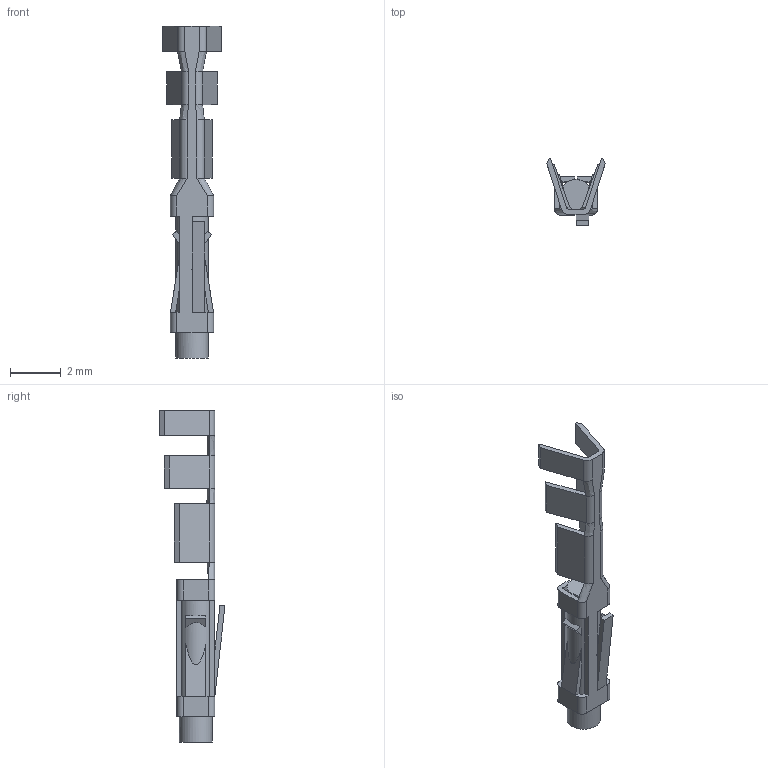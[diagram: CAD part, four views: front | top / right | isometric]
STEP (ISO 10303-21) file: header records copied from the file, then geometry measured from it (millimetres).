
FILE_DESCRIPTION( ('This file contains a STEP AP42 implementation' ,'as created by ZW3D STEP Interface translator.') ,'2;1' );
FILE_NAME( 'WF2548-TPXX0X.stp' ,'23 5 4.172047', (''), ('ZWCAD Software Co.'), 'Version 1.0', 'ZW3D to STEP translator', '' );
FILE_SCHEMA(('AUTOMOTIVE_DESIGN { 1 0 10303 214 1 1 1 1 }'));
Length unit declared in the file: millimetre
Products named in the file (2): 0; WF2548-T
Bounding box: 2.3 x 2.6 x 13.1 mm (x, y, z)
Volume: 15.8 mm3; surface area: 107.2 mm2
Topology: 1 solids, 1 shells, 144 faces, 387 edges, 236 vertices
Faces by surface type: plane 97, cylinder 29, bspline 18
Full cylindrical faces by diameter (mm): 1.3 x1
Entity records: 5037 total; most frequent: CARTESIAN_POINT 1222, ORIENTED_EDGE 780, DIRECTION 724, EDGE_CURVE 387, VECTOR 304, LINE 304, VERTEX_POINT 236, AXIS2_PLACEMENT_3D 210
